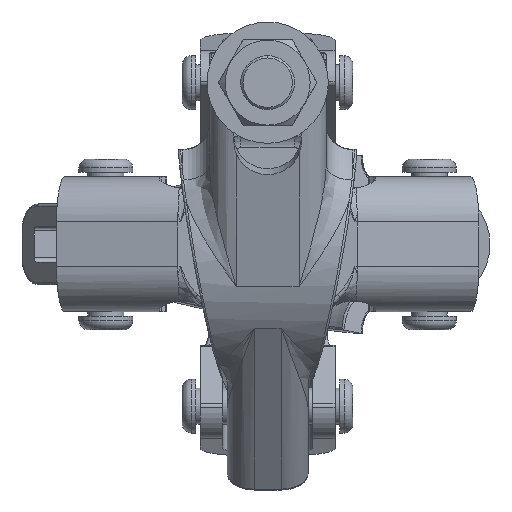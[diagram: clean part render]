
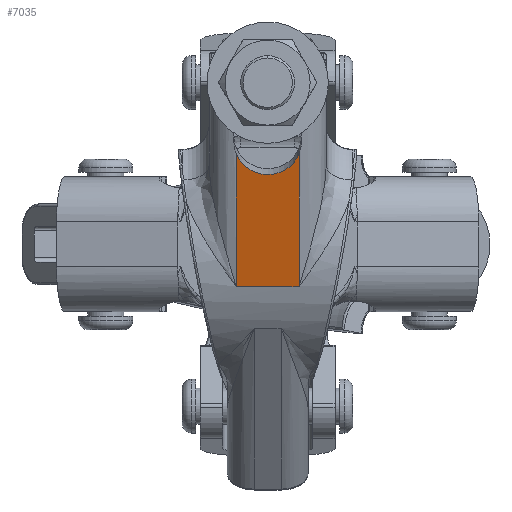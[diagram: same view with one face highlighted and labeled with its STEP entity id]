
A CAD part, front view. The second image highlights one B-rep face of the part: STEP entity #7035.
In plain terms, the highlighted face is planar.
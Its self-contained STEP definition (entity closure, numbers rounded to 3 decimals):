
#1273 = DIRECTION ( 'NONE',  ( -0.986, -0.169, 0. ) ) ;
#1338 = EDGE_CURVE ( 'NONE', #17001, #18085, #6092, .T. ) ;
#2399 = CIRCLE ( 'NONE', #7470, 7.5 ) ;
#3019 = CARTESIAN_POINT ( 'NONE',  ( 4.897, -28.584, 7. ) ) ;
#3467 = DIRECTION ( 'NONE',  ( -0.986, -0.169, 0. ) ) ;
#3636 = VERTEX_POINT ( 'NONE', #8432 ) ;
#4164 = DIRECTION ( 'NONE',  ( -0.169, 0.986, 0. ) ) ;
#4390 = EDGE_CURVE ( 'NONE', #3636, #18085, #2399, .T. ) ;
#4980 = ORIENTED_EDGE ( 'NONE', *, *, #4390, .F. ) ;
#5122 = CARTESIAN_POINT ( 'NONE',  ( 4.897, -28.584, 13. ) ) ;
#5839 = ORIENTED_EDGE ( 'NONE', *, *, #6287, .T. ) ;
#6092 = LINE ( 'NONE', #15826, #9177 ) ;
#6101 = FACE_OUTER_BOUND ( 'NONE', #8189, .T. ) ;
#6287 = EDGE_CURVE ( 'NONE', #13925, #17001, #7635, .T. ) ;
#6977 = DIRECTION ( 'NONE',  ( 0.169, -0.986, 0. ) ) ;
#7035 = ADVANCED_FACE ( 'NONE', ( #6101 ), #12609, .F. ) ;
#7470 = AXIS2_PLACEMENT_3D ( 'NONE', #15484, #6977, #14128 ) ;
#7527 = CARTESIAN_POINT ( 'NONE',  ( 35.097, -23.41, -7. ) ) ;
#7622 = ORIENTED_EDGE ( 'NONE', *, *, #13552, .T. ) ;
#7635 = LINE ( 'NONE', #5122, #12711 ) ;
#8189 = EDGE_LOOP ( 'NONE', ( #12333, #4980, #7622, #5839 ) ) ;
#8432 = CARTESIAN_POINT ( 'NONE',  ( 35.097, -23.41, 7. ) ) ;
#9177 = VECTOR ( 'NONE', #14468, 1000. ) ;
#10539 = DIRECTION ( 'NONE',  ( 0., 0., -1. ) ) ;
#11261 = CARTESIAN_POINT ( 'NONE',  ( 55., -20., 13. ) ) ;
#12333 = ORIENTED_EDGE ( 'NONE', *, *, #1338, .T. ) ;
#12609 = PLANE ( 'NONE',  #17541 ) ;
#12711 = VECTOR ( 'NONE', #10539, 1000. ) ;
#13229 = LINE ( 'NONE', #14853, #18096 ) ;
#13552 = EDGE_CURVE ( 'NONE', #3636, #13925, #13229, .T. ) ;
#13925 = VERTEX_POINT ( 'NONE', #3019 ) ;
#14128 = DIRECTION ( 'NONE',  ( 0.986, 0.169, 0. ) ) ;
#14468 = DIRECTION ( 'NONE',  ( 0.986, 0.169, 0. ) ) ;
#14853 = CARTESIAN_POINT ( 'NONE',  ( 4.897, -28.584, 7. ) ) ;
#15484 = CARTESIAN_POINT ( 'NONE',  ( 37.751, -22.955, 0. ) ) ;
#15826 = CARTESIAN_POINT ( 'NONE',  ( 55., -20., -7. ) ) ;
#15893 = CARTESIAN_POINT ( 'NONE',  ( 4.897, -28.584, -7. ) ) ;
#17001 = VERTEX_POINT ( 'NONE', #15893 ) ;
#17541 = AXIS2_PLACEMENT_3D ( 'NONE', #11261, #4164, #1273 ) ;
#18085 = VERTEX_POINT ( 'NONE', #7527 ) ;
#18096 = VECTOR ( 'NONE', #3467, 1000. ) ;
